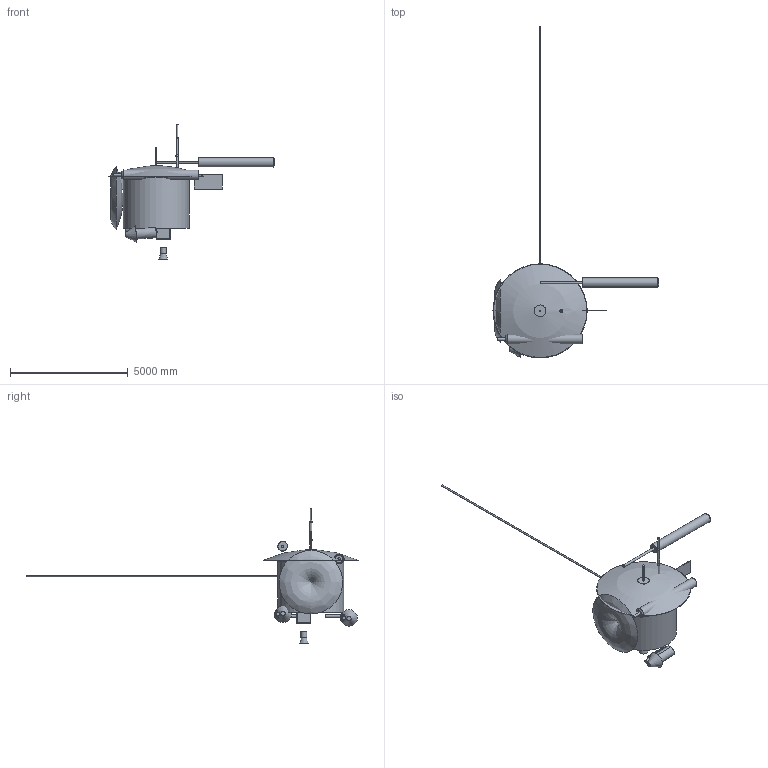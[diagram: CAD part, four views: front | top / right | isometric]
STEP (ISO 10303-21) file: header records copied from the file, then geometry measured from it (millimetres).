
FILE_DESCRIPTION(('FreeCAD Model'),'2;1');
FILE_NAME('Open CASCADE Shape Model','2025-08-27T12:02:57',('Author'),( ''),'Open CASCADE STEP processor 7.8','FreeCAD','Unknown');
FILE_SCHEMA(('AUTOMOTIVE_DESIGN { 1 0 10303 214 1 1 1 1 }'));
Length unit declared in the file: metre
Products named in the file (27): RADIATION_SHIELD; RTG1; BACKBONE; MAST; BOOM1; BOOM2; RTG2; HUYGENS; LGA1; LGA2; MAG_BOOM; PANEL_HINGE_1; PANEL_ACT_1; PANEL_HINGE__1; PANEL_1; PANEL__1; HGA; BUS; CUBESAT_THRUSTER; PANEL_ACT__1; VASIMR_PYLON_L; VASIMR_PYLON_R; VASIMR_L; Cassini_Huygens_Assembly; ROBOTIC_ARM; VASIMR_R; ARM_ANCHOR
Bounding box: 7050 x 14100 x 5757.5 mm (x, y, z)
Volume: 20785204381.1 mm3; surface area: 252691110.3 mm2
Topology: 54 solids, 56 shells, 398 faces, 708 edges, 438 vertices
Faces by surface type: plane 234, cylinder 86, torus 48, sphere 18, cone 10, revolution 2
Full cylindrical faces by diameter (mm): 20 x4, 24 x4, 36 x8, 60 x2, 72 x2, 81 x2, 90 x2, 96 x2, 100 x8, 144 x2, 160 x4, 200 x2, 250 x2, 287.5 x2, 400 x4, 500 x4, 2700 x2, 2800 x2
Entity records: 28227 total; most frequent: CARTESIAN_POINT 12127, DIRECTION 2976, ORIENTED_EDGE 1408, PCURVE 1408, DEFINITIONAL_REPRESENTATION 1408, LINE 1368, VECTOR 1368, EDGE_CURVE 704
